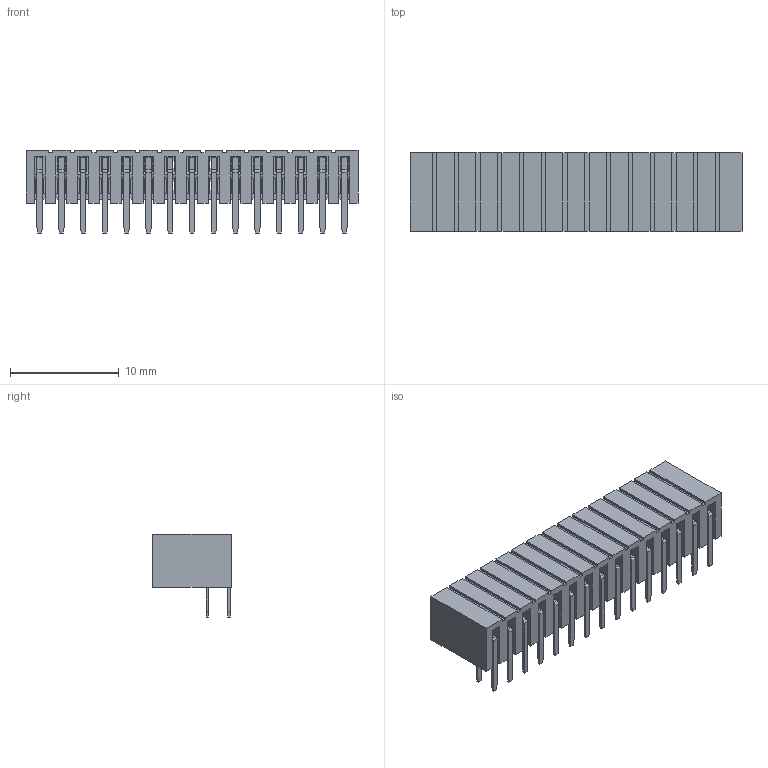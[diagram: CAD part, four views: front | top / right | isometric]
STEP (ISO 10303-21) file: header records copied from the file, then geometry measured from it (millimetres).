
FILE_DESCRIPTION(('STEP AP214'),'1');
FILE_NAME('female_header_a-bl200-da-g30d.stp','2015-03-27T14:42:41',('TraceParts'),('TraceParts S.A.'),'XStep 1.0',' ',' ');
FILE_SCHEMA(('automotive_design'));
Length unit declared in the file: millimetre
Products named in the file (1): 1
Bounding box: 30.5 x 7.2 x 7.65 mm (x, y, z)
Volume: 661.5 mm3; surface area: 2250.4 mm2
Topology: 1 solids, 1 shells, 1204 faces, 3720 edges, 2460 vertices
Faces by surface type: plane 1114, cylinder 90
Entity records: 81452 total; most frequent: ORIENTED_EDGE 7440, CARTESIAN_POINT 7385, STYLED_ITEM 7384, PRESENTATION_STYLE_ASSIGNMENT 7384, COLOUR_RGB 7384, DIRECTION 6310, EDGE_CURVE 3720, CURVE_STYLE 3720
